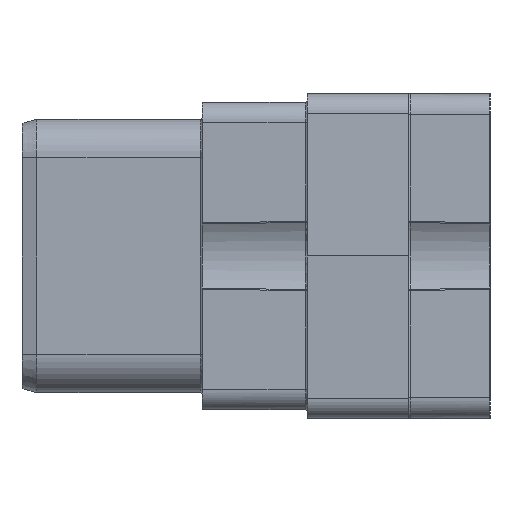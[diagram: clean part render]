
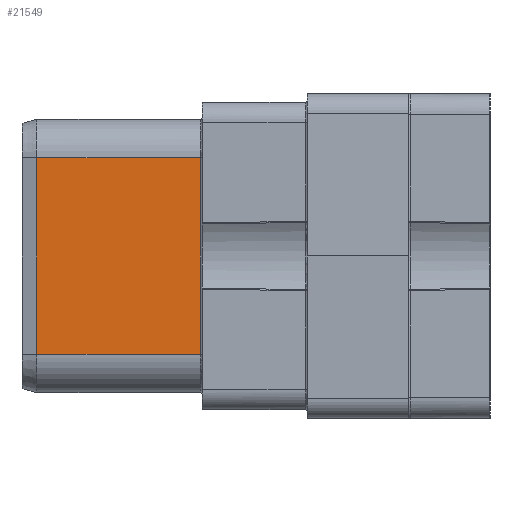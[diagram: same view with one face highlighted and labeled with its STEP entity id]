
A CAD part, left-side view. The second image highlights one B-rep face of the part: STEP entity #21549.
In plain terms, the highlighted planar face has unit normal (-1, 0.011, 0).
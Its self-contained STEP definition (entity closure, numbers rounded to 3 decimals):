
#5620=CARTESIAN_POINT('',(-20.914,0.099,
-4.825));
#5635=CARTESIAN_POINT('',(-20.823,8.122,
-4.825));
#5637=DIRECTION('',(0.011,1.,0.));
#5638=VECTOR('',#5637,8.024);
#5639=CARTESIAN_POINT('',(-20.914,0.099,
-4.825));
#5640=LINE('',#5639,#5638);
#5641=DIRECTION('',(0.,0.,1.));
#5642=VECTOR('',#5641,9.65);
#5643=CARTESIAN_POINT('',(-20.914,0.099,
-4.825));
#5644=LINE('',#5643,#5642);
#5645=DIRECTION('',(0.,0.,1.));
#5646=VECTOR('',#5645,9.65);
#5647=CARTESIAN_POINT('',(-20.823,8.122,
-4.825));
#5648=LINE('',#5647,#5646);
#5649=CARTESIAN_POINT('',(-20.914,0.099,
4.825));
#5660=DIRECTION('',(0.011,1.,0.));
#5661=VECTOR('',#5660,8.024);
#5662=CARTESIAN_POINT('',(-20.914,0.099,
4.825));
#5663=LINE('',#5662,#5661);
#12324=VERTEX_POINT('',#5635);
#12327=CARTESIAN_POINT('',(-20.823,8.122,
4.825));
#12328=VERTEX_POINT('',#12327);
#13048=VERTEX_POINT('',#5649);
#13071=VERTEX_POINT('',#5620);
#21537=CARTESIAN_POINT('',(-20.915,0.,6.705));
#21538=DIRECTION('',(1.,-0.011,0.));
#21539=DIRECTION('',(0.011,1.,0.));
#21540=AXIS2_PLACEMENT_3D('',#21537,#21538,#21539);
#21541=PLANE('',#21540);
#21542=ORIENTED_EDGE('',*,*,#21461,.F.);
#21543=ORIENTED_EDGE('',*,*,#21532,.T.);
#21544=ORIENTED_EDGE('',*,*,#16720,.T.);
#21546=ORIENTED_EDGE('',*,*,#21545,.F.);
#21547=EDGE_LOOP('',(#21542,#21543,#21544,#21546));
#21548=FACE_OUTER_BOUND('',#21547,.F.);
#21549=ADVANCED_FACE('',(#21548),#21541,.F.);
#16720=EDGE_CURVE('',#12324,#12328,#5648,.T.);
#21461=EDGE_CURVE('',#13071,#13048,#5644,.T.);
#21532=EDGE_CURVE('',#13071,#12324,#5640,.T.);
#21545=EDGE_CURVE('',#13048,#12328,#5663,.T.);
